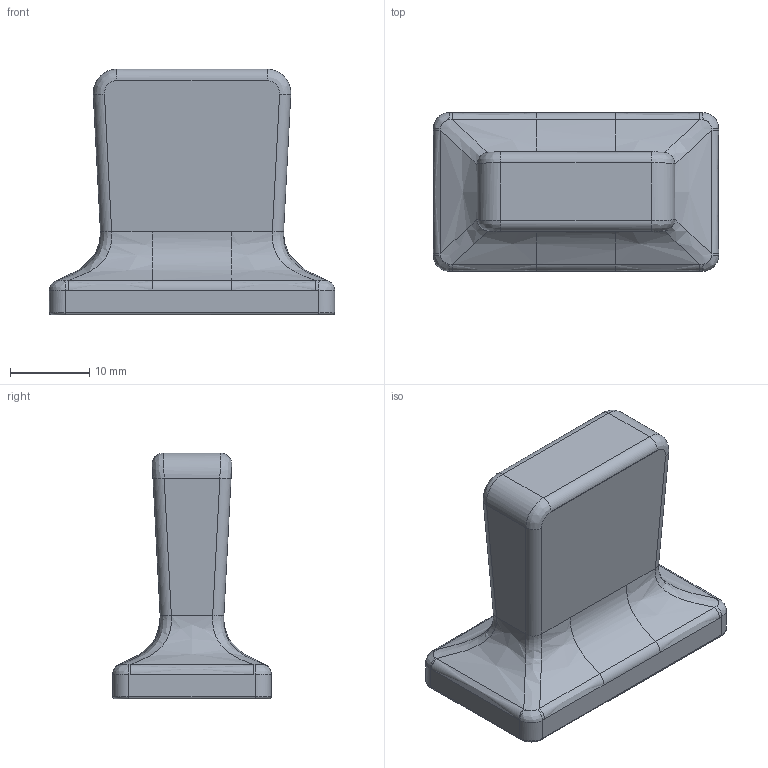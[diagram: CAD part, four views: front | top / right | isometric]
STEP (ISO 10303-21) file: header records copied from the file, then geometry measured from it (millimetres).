
FILE_DESCRIPTION (( 'STEP AP214' ), '1' );
FILE_NAME ('554920016 HERITAGE Knob.STEP', '2022-12-19T12:24:44', ( '' ), ( '' ), 'SwSTEP 2.0', 'SolidWorks 2022', '' );
FILE_SCHEMA (( 'AUTOMOTIVE_DESIGN' ));
Length unit declared in the file: millimetre
Products named in the file (1): 554920016 HERITAGE Knob
Bounding box: 36 x 20 x 31 mm (x, y, z)
Volume: 9046.4 mm3; surface area: 3591.9 mm2
Topology: 1 solids, 1 shells, 85 faces, 197 edges, 110 vertices
Faces by surface type: bspline 50, cylinder 25, plane 10
Entity records: 4487 total; most frequent: CARTESIAN_POINT 3204, ORIENTED_EDGE 382, EDGE_CURVE 191, B_SPLINE_CURVE_WITH_KNOTS 135, VERTEX_POINT 110, EDGE_LOOP 87, FACE_OUTER_BOUND 85, ADVANCED_FACE 85
